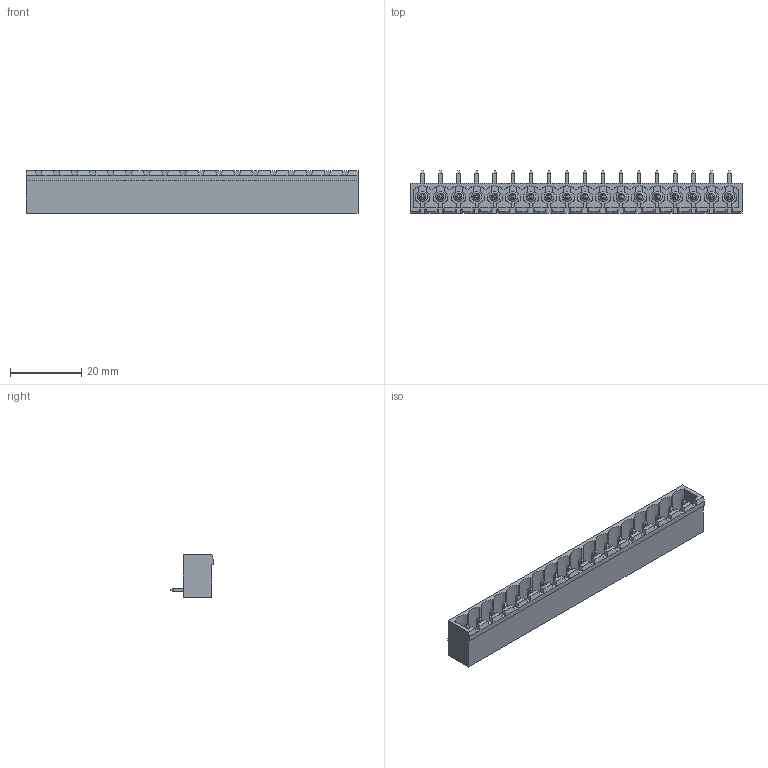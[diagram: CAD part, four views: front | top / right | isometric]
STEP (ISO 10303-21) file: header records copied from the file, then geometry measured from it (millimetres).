
FILE_DESCRIPTION( ( 'Unknown' ), '1' );
FILE_NAME( '691313510018.stp', 'Unknown', ( 'Unknown' ), ( 'Unknown' ), 'PSStep 15.0.49', 'Unknown', ' ' );
FILE_SCHEMA( ( 'AUTOMOTIVE_DESIGN { 1 0 10303 214 1 1 1 1 }' ) );
Length unit declared in the file: millimetre
Products named in the file (3): Assem1; 6913135100xx_PIN; 691311500118
Assembly tree (19 placements, depth 2):
  Assem1
    6913135100xx_PIN  x18
    691311500118
Bounding box: 93.44 x 12 x 12 mm (x, y, z)
Volume: 3802.5 mm3; surface area: 8546 mm2
Topology: 19 solids, 19 shells, 917 faces, 2457 edges, 1578 vertices
Faces by surface type: plane 845, cylinder 54, torus 18
Full cylindrical faces by diameter (mm): 2.75 x18
Entity records: 25312 total; most frequent: CARTESIAN_POINT 3608, ORIENTED_EDGE 3548, DIRECTION 3198, EDGE_CURVE 1774, LINE 1646, VECTOR 1646, VERTEX_POINT 1186, AXIS2_PLACEMENT_3D 776
